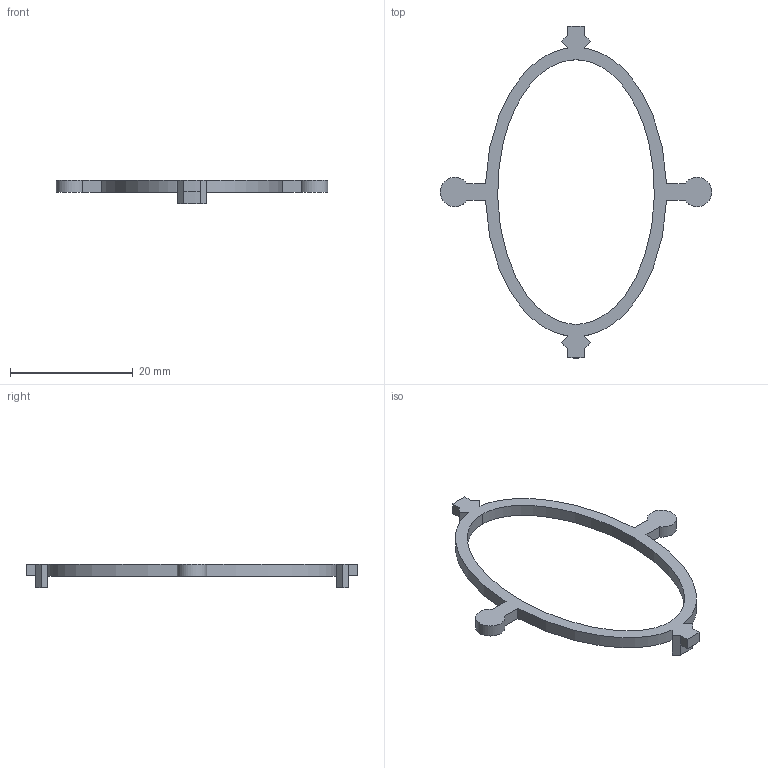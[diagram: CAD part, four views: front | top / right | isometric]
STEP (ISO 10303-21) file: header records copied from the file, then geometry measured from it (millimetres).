
FILE_DESCRIPTION(('HOOPS Exchange Step'),'2;1');
FILE_NAME('temp_export','2023-06-13T19:32:02-04:00',('gmoua'),('Shapr3D Limited'),'HOOPS Exchange 2022.2','Shapr3D','Authorized');
FILE_SCHEMA( ('AUTOMOTIVE_DESIGN { 1 0 10303 214 1 1 1 1 }') );
Length unit declared in the file: millimetre
Products named in the file (1): 52mm Lens Cap Spring
Bounding box: 44.15 x 53.99 x 3.9 mm (x, y, z)
Volume: 630.5 mm3; surface area: 1204 mm2
Topology: 1 solids, 1 shells, 40 faces, 106 edges, 68 vertices
Faces by surface type: plane 26, cylinder 8, bspline 6
Entity records: 1268 total; most frequent: CARTESIAN_POINT 293, ORIENTED_EDGE 212, DIRECTION 180, EDGE_CURVE 106, VECTOR 78, LINE 78, VERTEX_POINT 68, AXIS2_PLACEMENT_3D 51
